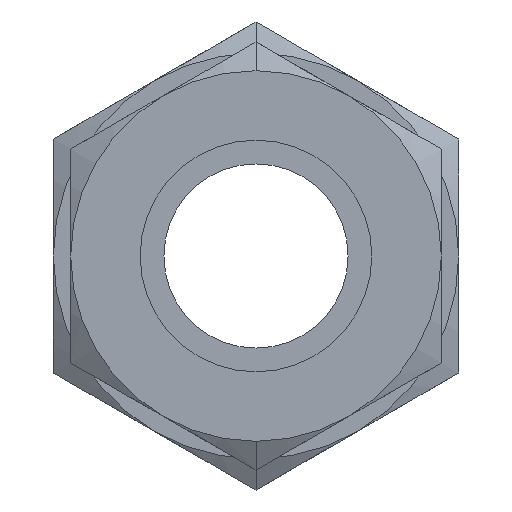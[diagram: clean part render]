
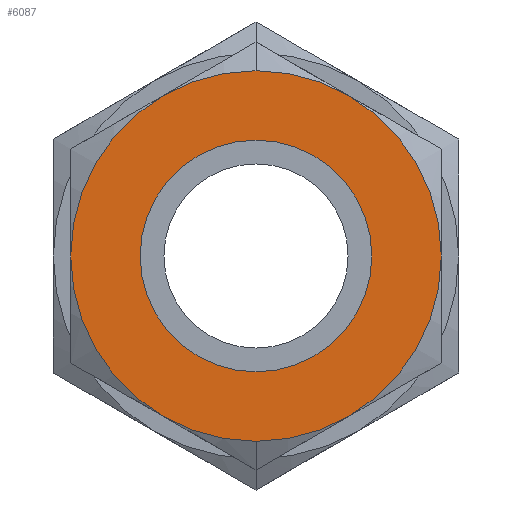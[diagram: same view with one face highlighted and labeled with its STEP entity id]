
A CAD part, left-side view. The second image highlights one B-rep face of the part: STEP entity #6087.
In plain terms, the highlighted planar face has unit normal (-1, 0, 0).
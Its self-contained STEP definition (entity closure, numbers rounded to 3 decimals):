
#35 = CIRCLE ( 'NONE', #8490, 16. ) ;
#120 = CARTESIAN_POINT ( 'NONE',  ( 0., 0., -16. ) ) ;
#314 = VERTEX_POINT ( 'NONE', #5014 ) ;
#716 = CARTESIAN_POINT ( 'NONE',  ( 0., 0., -10. ) ) ;
#750 = ORIENTED_EDGE ( 'NONE', *, *, #8894, .F. ) ;
#1005 = AXIS2_PLACEMENT_3D ( 'NONE', #4638, #2328, #8323 ) ;
#1037 = PLANE ( 'NONE',  #4971 ) ;
#1081 = DIRECTION ( 'NONE',  ( -1., 0., 0. ) ) ;
#1691 = DIRECTION ( 'NONE',  ( 0., 0., 1. ) ) ;
#1775 = FACE_OUTER_BOUND ( 'NONE', #7975, .T. ) ;
#1792 = AXIS2_PLACEMENT_3D ( 'NONE', #6848, #9024, #8640 ) ;
#2328 = DIRECTION ( 'NONE',  ( 1., 0., 0. ) ) ;
#2939 = CIRCLE ( 'NONE', #1792, 16. ) ;
#2977 = VERTEX_POINT ( 'NONE', #120 ) ;
#3794 = DIRECTION ( 'NONE',  ( 0., 0., -1. ) ) ;
#4128 = ORIENTED_EDGE ( 'NONE', *, *, #8518, .T. ) ;
#4136 = CARTESIAN_POINT ( 'NONE',  ( 0., 0., 8. ) ) ;
#4452 = VERTEX_POINT ( 'NONE', #716 ) ;
#4638 = CARTESIAN_POINT ( 'NONE',  ( 0., 0., 0. ) ) ;
#4971 = AXIS2_PLACEMENT_3D ( 'NONE', #4136, #1081, #1691 ) ;
#4985 = CARTESIAN_POINT ( 'NONE',  ( 0., 0., 10. ) ) ;
#5014 = CARTESIAN_POINT ( 'NONE',  ( 0., 0., 16. ) ) ;
#5319 = CARTESIAN_POINT ( 'NONE',  ( 0., 0., 0. ) ) ;
#5427 = EDGE_LOOP ( 'NONE', ( #5576, #4128 ) ) ;
#5576 = ORIENTED_EDGE ( 'NONE', *, *, #7613, .T. ) ;
#5642 = EDGE_CURVE ( 'NONE', #314, #2977, #35, .T. ) ;
#5789 = CIRCLE ( 'NONE', #1005, 10. ) ;
#6022 = DIRECTION ( 'NONE',  ( 1., 0., 0. ) ) ;
#6087 = ADVANCED_FACE ( 'NONE', ( #7871, #1775 ), #1037, .T. ) ;
#6648 = CARTESIAN_POINT ( 'NONE',  ( 0., 0., 0. ) ) ;
#6848 = CARTESIAN_POINT ( 'NONE',  ( 0., 0., 0. ) ) ;
#7161 = ORIENTED_EDGE ( 'NONE', *, *, #5642, .F. ) ;
#7613 = EDGE_CURVE ( 'NONE', #4452, #8000, #9109, .T. ) ;
#7871 = FACE_BOUND ( 'NONE', #5427, .T. ) ;
#7975 = EDGE_LOOP ( 'NONE', ( #7161, #750 ) ) ;
#8000 = VERTEX_POINT ( 'NONE', #4985 ) ;
#8044 = DIRECTION ( 'NONE',  ( 0., 0., 1. ) ) ;
#8323 = DIRECTION ( 'NONE',  ( 0., 0., 1. ) ) ;
#8490 = AXIS2_PLACEMENT_3D ( 'NONE', #6648, #8908, #8044 ) ;
#8518 = EDGE_CURVE ( 'NONE', #8000, #4452, #5789, .T. ) ;
#8640 = DIRECTION ( 'NONE',  ( 0., 0., -1. ) ) ;
#8762 = AXIS2_PLACEMENT_3D ( 'NONE', #5319, #6022, #3794 ) ;
#8894 = EDGE_CURVE ( 'NONE', #2977, #314, #2939, .T. ) ;
#8908 = DIRECTION ( 'NONE',  ( 1., 0., 0. ) ) ;
#9024 = DIRECTION ( 'NONE',  ( 1., 0., 0. ) ) ;
#9109 = CIRCLE ( 'NONE', #8762, 10. ) ;
